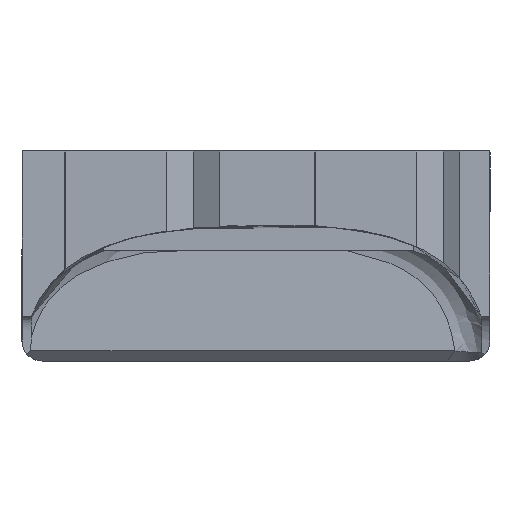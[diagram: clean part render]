
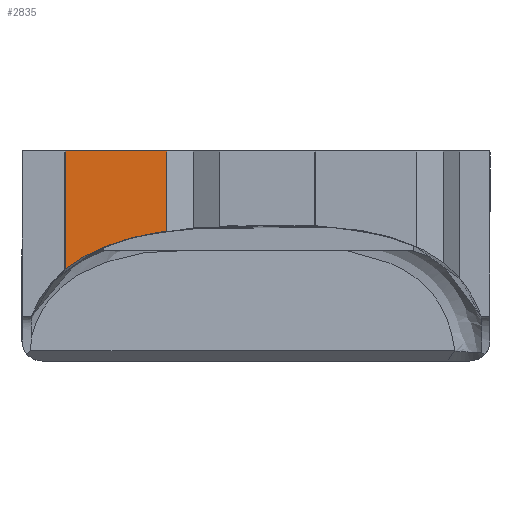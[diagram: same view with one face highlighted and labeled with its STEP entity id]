
A CAD part, left-side view. The second image highlights one B-rep face of the part: STEP entity #2835.
In plain terms, the highlighted planar face has unit normal (-1, 0, 0).
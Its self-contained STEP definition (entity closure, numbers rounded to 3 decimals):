
#99=B_SPLINE_CURVE_WITH_KNOTS('',3,(#3862,#3863,#3864,#3865,#3866,#3867),
 .UNSPECIFIED.,.F.,.F.,(4,2,4),(-2.755,-2.558,-2.378),
 .UNSPECIFIED.);
#209=FACE_OUTER_BOUND('',#361,.T.);
#361=EDGE_LOOP('',(#1893,#1894,#1895,#1896));
#574=LINE('',#3858,#874);
#575=LINE('',#3860,#875);
#576=LINE('',#3868,#876);
#874=VECTOR('',#3210,10.);
#875=VECTOR('',#3211,10.);
#876=VECTOR('',#3212,10.);
#1167=VERTEX_POINT('',#3856);
#1168=VERTEX_POINT('',#3857);
#1169=VERTEX_POINT('',#3859);
#1170=VERTEX_POINT('',#3861);
#1456=EDGE_CURVE('',#1167,#1168,#574,.T.);
#1457=EDGE_CURVE('',#1168,#1169,#575,.T.);
#1458=EDGE_CURVE('',#1169,#1170,#99,.T.);
#1459=EDGE_CURVE('',#1170,#1167,#576,.T.);
#1893=ORIENTED_EDGE('',*,*,#1456,.T.);
#1894=ORIENTED_EDGE('',*,*,#1457,.T.);
#1895=ORIENTED_EDGE('',*,*,#1458,.T.);
#1896=ORIENTED_EDGE('',*,*,#1459,.T.);
#2701=PLANE('',#3001);
#2835=ADVANCED_FACE('',(#209),#2701,.T.);
#3001=AXIS2_PLACEMENT_3D('',#3855,#3208,#3209);
#3208=DIRECTION('center_axis',(-1.,0.,0.));
#3209=DIRECTION('ref_axis',(0.,0.,1.));
#3210=DIRECTION('',(0.,1.,0.));
#3211=DIRECTION('',(0.,0.,-1.));
#3212=DIRECTION('',(0.,0.,1.));
#3855=CARTESIAN_POINT('Origin',(-272.849,34.35,10.499));
#3856=CARTESIAN_POINT('',(-272.849,43.269,21.));
#3857=CARTESIAN_POINT('',(-272.849,53.385,21.));
#3858=CARTESIAN_POINT('',(-272.849,17.175,21.));
#3859=CARTESIAN_POINT('',(-272.849,53.385,9.204));
#3860=CARTESIAN_POINT('',(-272.849,53.385,15.749));
#3861=CARTESIAN_POINT('',(-272.849,43.269,13.));
#3862=CARTESIAN_POINT('Ctrl Pts',(-272.849,53.385,9.204));
#3863=CARTESIAN_POINT('Ctrl Pts',(-272.849,51.937,10.384));
#3864=CARTESIAN_POINT('Ctrl Pts',(-272.849,50.235,11.212));
#3865=CARTESIAN_POINT('Ctrl Pts',(-272.849,46.854,12.353));
#3866=CARTESIAN_POINT('Ctrl Pts',(-272.849,45.102,12.733));
#3867=CARTESIAN_POINT('Ctrl Pts',(-272.849,43.269,13.));
#3868=CARTESIAN_POINT('',(-272.849,43.269,15.749));
